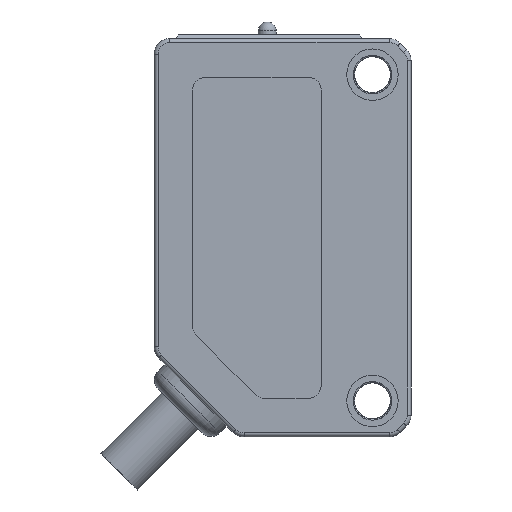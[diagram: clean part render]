
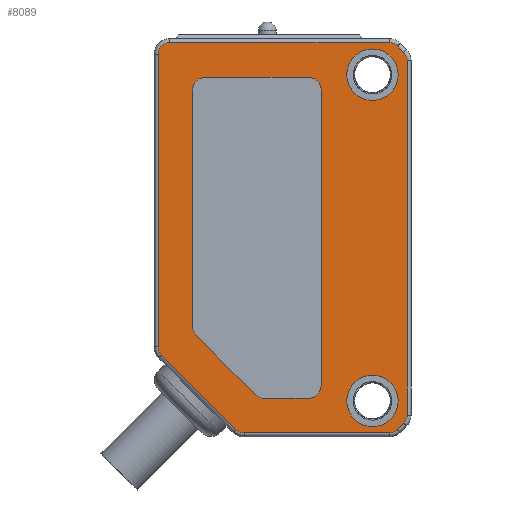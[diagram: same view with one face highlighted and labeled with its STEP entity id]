
A CAD part, front view. The second image highlights one B-rep face of the part: STEP entity #8089.
In plain terms, the highlighted planar face has unit normal (0, -1, 0).
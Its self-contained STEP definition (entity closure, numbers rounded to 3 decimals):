
#246=CARTESIAN_POINT('',(-3.614,0.,-30.603));
#247=DIRECTION('',(0.,1.,0.));
#248=DIRECTION('',(1.,0.,0.));
#249=AXIS2_PLACEMENT_3D('',#246,#247,#248);
#251=DIRECTION('',(-0.707,0.,-0.707));
#252=VECTOR('',#251,0.703);
#253=CARTESIAN_POINT('',(-2.978,0.,-31.239));
#254=LINE('',#253,#252);
#255=CARTESIAN_POINT('',(-4.111,0.,-31.1));
#256=DIRECTION('',(0.,1.,0.));
#257=DIRECTION('',(0.707,0.,-0.707));
#258=AXIS2_PLACEMENT_3D('',#255,#256,#257);
#260=CARTESIAN_POINT('',(-15.417,0.,-31.1));
#261=DIRECTION('',(0.,1.,0.));
#262=DIRECTION('',(0.,0.,-1.));
#263=AXIS2_PLACEMENT_3D('',#260,#261,#262);
#265=DIRECTION('',(-0.707,0.,0.707));
#266=VECTOR('',#265,8.198);
#267=CARTESIAN_POINT('',(-16.053,0.,-31.736));
#268=LINE('',#267,#266);
#269=CARTESIAN_POINT('',(-21.214,0.,-25.303));
#270=DIRECTION('',(0.,1.,0.));
#271=DIRECTION('',(-0.707,0.,-0.707));
#272=AXIS2_PLACEMENT_3D('',#269,#270,#271);
#274=CARTESIAN_POINT('',(-21.214,0.,-2.5));
#275=DIRECTION('',(0.,1.,0.));
#276=DIRECTION('',(-1.,0.,0.));
#277=AXIS2_PLACEMENT_3D('',#274,#275,#276);
#279=CARTESIAN_POINT('',(-4.111,0.,-2.5));
#280=DIRECTION('',(0.,1.,0.));
#281=DIRECTION('',(0.,0.,1.));
#282=AXIS2_PLACEMENT_3D('',#279,#280,#281);
#284=DIRECTION('',(0.707,0.,-0.707));
#285=VECTOR('',#284,0.703);
#286=CARTESIAN_POINT('',(-3.475,0.,-1.864));
#287=LINE('',#286,#285);
#288=CARTESIAN_POINT('',(-3.614,0.,-2.997));
#289=DIRECTION('',(0.,1.,0.));
#290=DIRECTION('',(0.707,0.,0.707));
#291=AXIS2_PLACEMENT_3D('',#288,#289,#290);
#293=CARTESIAN_POINT('',(-10.414,0.,-5.3));
#294=DIRECTION('',(0.,-1.,0.));
#295=DIRECTION('',(1.,0.,0.));
#296=AXIS2_PLACEMENT_3D('',#293,#294,#295);
#298=CARTESIAN_POINT('',(-18.414,0.,-5.3));
#299=DIRECTION('',(0.,-1.,0.));
#300=DIRECTION('',(0.,0.,1.));
#301=AXIS2_PLACEMENT_3D('',#298,#299,#300);
#303=CARTESIAN_POINT('',(-18.414,0.,-23.719));
#304=DIRECTION('',(0.,-1.,0.));
#305=DIRECTION('',(-1.,0.,0.));
#306=AXIS2_PLACEMENT_3D('',#303,#304,#305);
#308=DIRECTION('',(0.707,0.,-0.707));
#309=VECTOR('',#308,6.479);
#310=CARTESIAN_POINT('',(-19.121,0.,-24.426));
#311=LINE('',#310,#309);
#312=CARTESIAN_POINT('',(-13.833,0.,-28.3));
#313=DIRECTION('',(0.,-1.,0.));
#314=DIRECTION('',(-0.707,0.,-0.707));
#315=AXIS2_PLACEMENT_3D('',#312,#313,#314);
#317=CARTESIAN_POINT('',(-10.414,0.,-28.3));
#318=DIRECTION('',(0.,-1.,0.));
#319=DIRECTION('',(0.,0.,-1.));
#320=AXIS2_PLACEMENT_3D('',#317,#318,#319);
#322=CARTESIAN_POINT('',(-5.414,0.,-4.1));
#323=DIRECTION('',(0.,-1.,0.));
#324=DIRECTION('',(1.,0.,0.));
#325=AXIS2_PLACEMENT_3D('',#322,#323,#324);
#327=CARTESIAN_POINT('',(-5.414,0.,-4.1));
#328=DIRECTION('',(0.,-1.,0.));
#329=DIRECTION('',(-1.,0.,0.));
#330=AXIS2_PLACEMENT_3D('',#327,#328,#329);
#332=CARTESIAN_POINT('',(-5.414,0.,-29.5));
#333=DIRECTION('',(0.,-1.,0.));
#334=DIRECTION('',(1.,0.,0.));
#335=AXIS2_PLACEMENT_3D('',#332,#333,#334);
#337=CARTESIAN_POINT('',(-5.414,0.,-29.5));
#338=DIRECTION('',(0.,-1.,0.));
#339=DIRECTION('',(-1.,0.,0.));
#340=AXIS2_PLACEMENT_3D('',#337,#338,#339);
#346=DIRECTION('',(0.,0.,1.));
#347=VECTOR('',#346,27.606);
#348=CARTESIAN_POINT('',(-2.714,0.,-30.603));
#349=LINE('',#348,#347);
#401=DIRECTION('',(-1.,0.,0.));
#402=VECTOR('',#401,17.103);
#403=CARTESIAN_POINT('',(-4.111,0.,-1.6));
#404=LINE('',#403,#402);
#424=DIRECTION('',(0.,0.,-1.));
#425=VECTOR('',#424,22.803);
#426=CARTESIAN_POINT('',(-22.114,0.,-2.5));
#427=LINE('',#426,#425);
#466=DIRECTION('',(1.,0.,0.));
#467=VECTOR('',#466,11.306);
#468=CARTESIAN_POINT('',(-15.417,0.,-32.));
#469=LINE('',#468,#467);
#6528=DIRECTION('',(1.,0.,0.));
#6529=VECTOR('',#6528,8.);
#6530=CARTESIAN_POINT('',(-18.414,0.,-4.3));
#6531=LINE('',#6530,#6529);
#6540=DIRECTION('',(0.,0.,1.));
#6541=VECTOR('',#6540,18.419);
#6542=CARTESIAN_POINT('',(-19.414,0.,-23.719));
#6543=LINE('',#6542,#6541);
#6597=DIRECTION('',(0.,0.,-1.));
#6598=VECTOR('',#6597,23.);
#6599=CARTESIAN_POINT('',(-9.414,0.,-5.3));
#6600=LINE('',#6599,#6598);
#6609=DIRECTION('',(-1.,0.,0.));
#6610=VECTOR('',#6609,3.419);
#6611=CARTESIAN_POINT('',(-10.414,0.,-29.3));
#6612=LINE('',#6611,#6610);
#6838=CARTESIAN_POINT('',(-21.214,0.,-1.6));
#6839=VERTEX_POINT('',#6838);
#6840=CARTESIAN_POINT('',(-4.111,0.,-1.6));
#6841=VERTEX_POINT('',#6840);
#6842=CARTESIAN_POINT('',(-22.114,0.,-2.5));
#6844=VERTEX_POINT('',#6842);
#6847=CARTESIAN_POINT('',(-22.114,0.,-25.303));
#6849=VERTEX_POINT('',#6847);
#6850=CARTESIAN_POINT('',(-21.85,0.,-25.939));
#6851=VERTEX_POINT('',#6850);
#6854=CARTESIAN_POINT('',(-2.714,0.,-30.603));
#6855=CARTESIAN_POINT('',(-2.714,0.,-2.997));
#6856=VERTEX_POINT('',#6854);
#6857=VERTEX_POINT('',#6855);
#6858=CARTESIAN_POINT('',(-2.978,0.,-31.239));
#6859=VERTEX_POINT('',#6858);
#6860=CARTESIAN_POINT('',(-3.475,0.,-31.736));
#6861=VERTEX_POINT('',#6860);
#6862=CARTESIAN_POINT('',(-4.111,0.,-32.));
#6863=VERTEX_POINT('',#6862);
#6864=CARTESIAN_POINT('',(-15.417,0.,-32.));
#6865=VERTEX_POINT('',#6864);
#6866=CARTESIAN_POINT('',(-16.053,0.,-31.736));
#6867=VERTEX_POINT('',#6866);
#6868=CARTESIAN_POINT('',(-3.475,0.,-1.864));
#6869=VERTEX_POINT('',#6868);
#6870=CARTESIAN_POINT('',(-2.978,0.,-2.361));
#6871=VERTEX_POINT('',#6870);
#6872=CARTESIAN_POINT('',(-9.414,0.,-5.3));
#6873=CARTESIAN_POINT('',(-10.414,0.,-4.3));
#6874=VERTEX_POINT('',#6872);
#6875=VERTEX_POINT('',#6873);
#6876=CARTESIAN_POINT('',(-18.414,0.,-4.3));
#6877=VERTEX_POINT('',#6876);
#6878=CARTESIAN_POINT('',(-19.414,0.,-5.3));
#6879=VERTEX_POINT('',#6878);
#6880=CARTESIAN_POINT('',(-19.414,0.,-23.719));
#6881=VERTEX_POINT('',#6880);
#6882=CARTESIAN_POINT('',(-19.121,0.,-24.426));
#6883=VERTEX_POINT('',#6882);
#6884=CARTESIAN_POINT('',(-14.54,0.,-29.007));
#6885=VERTEX_POINT('',#6884);
#6886=CARTESIAN_POINT('',(-13.833,0.,-29.3));
#6887=VERTEX_POINT('',#6886);
#6888=CARTESIAN_POINT('',(-10.414,0.,-29.3));
#6889=VERTEX_POINT('',#6888);
#6890=CARTESIAN_POINT('',(-9.414,0.,-28.3));
#6891=VERTEX_POINT('',#6890);
#6892=CARTESIAN_POINT('',(-3.414,0.,-4.1));
#6893=CARTESIAN_POINT('',(-7.414,0.,-4.1));
#6894=VERTEX_POINT('',#6892);
#6895=VERTEX_POINT('',#6893);
#6896=CARTESIAN_POINT('',(-3.414,0.,-29.5));
#6897=CARTESIAN_POINT('',(-7.414,0.,-29.5));
#6898=VERTEX_POINT('',#6896);
#6899=VERTEX_POINT('',#6897);
#8021=CARTESIAN_POINT('',(-12.414,0.,-16.8));
#8022=DIRECTION('',(0.,1.,0.));
#8023=DIRECTION('',(-1.,0.,0.));
#8024=AXIS2_PLACEMENT_3D('',#8021,#8022,#8023);
#8025=PLANE('',#8024);
#8027=ORIENTED_EDGE('',*,*,#8026,.F.);
#8029=ORIENTED_EDGE('',*,*,#8028,.T.);
#8031=ORIENTED_EDGE('',*,*,#8030,.T.);
#8033=ORIENTED_EDGE('',*,*,#8032,.T.);
#8035=ORIENTED_EDGE('',*,*,#8034,.F.);
#8037=ORIENTED_EDGE('',*,*,#8036,.T.);
#8039=ORIENTED_EDGE('',*,*,#8038,.T.);
#8041=ORIENTED_EDGE('',*,*,#8040,.T.);
#8043=ORIENTED_EDGE('',*,*,#8042,.F.);
#8045=ORIENTED_EDGE('',*,*,#8044,.T.);
#8047=ORIENTED_EDGE('',*,*,#8046,.F.);
#8049=ORIENTED_EDGE('',*,*,#8048,.T.);
#8051=ORIENTED_EDGE('',*,*,#8050,.T.);
#8053=ORIENTED_EDGE('',*,*,#8052,.T.);
#8054=EDGE_LOOP('',(#8027,#8029,#8031,#8033,#8035,#8037,#8039,#8041,#8043,#8045,
#8047,#8049,#8051,#8053));
#8055=FACE_OUTER_BOUND('',#8054,.F.);
#8057=ORIENTED_EDGE('',*,*,#8056,.T.);
#8059=ORIENTED_EDGE('',*,*,#8058,.F.);
#8061=ORIENTED_EDGE('',*,*,#8060,.T.);
#8063=ORIENTED_EDGE('',*,*,#8062,.F.);
#8065=ORIENTED_EDGE('',*,*,#8064,.T.);
#8067=ORIENTED_EDGE('',*,*,#8066,.T.);
#8069=ORIENTED_EDGE('',*,*,#8068,.T.);
#8071=ORIENTED_EDGE('',*,*,#8070,.F.);
#8073=ORIENTED_EDGE('',*,*,#8072,.T.);
#8075=ORIENTED_EDGE('',*,*,#8074,.F.);
#8076=EDGE_LOOP('',(#8057,#8059,#8061,#8063,#8065,#8067,#8069,#8071,#8073,
#8075));
#8077=FACE_BOUND('',#8076,.F.);
#8079=ORIENTED_EDGE('',*,*,#8078,.T.);
#8081=ORIENTED_EDGE('',*,*,#8080,.T.);
#8082=EDGE_LOOP('',(#8079,#8081));
#8083=FACE_BOUND('',#8082,.F.);
#8084=ORIENTED_EDGE('',*,*,#8011,.T.);
#8086=ORIENTED_EDGE('',*,*,#8085,.T.);
#8087=EDGE_LOOP('',(#8084,#8086));
#8088=FACE_BOUND('',#8087,.F.);
#8089=ADVANCED_FACE('',(#8055,#8077,#8083,#8088),#8025,.F.);
#250=CIRCLE('',#249,0.9);
#259=CIRCLE('',#258,0.9);
#264=CIRCLE('',#263,0.9);
#273=CIRCLE('',#272,0.9);
#278=CIRCLE('',#277,0.9);
#283=CIRCLE('',#282,0.9);
#292=CIRCLE('',#291,0.9);
#297=CIRCLE('',#296,1.);
#302=CIRCLE('',#301,1.);
#307=CIRCLE('',#306,1.);
#316=CIRCLE('',#315,1.);
#321=CIRCLE('',#320,1.);
#326=CIRCLE('',#325,2.);
#331=CIRCLE('',#330,2.);
#336=CIRCLE('',#335,2.);
#341=CIRCLE('',#340,2.);
#8011=EDGE_CURVE('',#6898,#6899,#336,.T.);
#8026=EDGE_CURVE('',#6856,#6857,#349,.T.);
#8028=EDGE_CURVE('',#6856,#6859,#250,.T.);
#8030=EDGE_CURVE('',#6859,#6861,#254,.T.);
#8032=EDGE_CURVE('',#6861,#6863,#259,.T.);
#8034=EDGE_CURVE('',#6865,#6863,#469,.T.);
#8036=EDGE_CURVE('',#6865,#6867,#264,.T.);
#8038=EDGE_CURVE('',#6867,#6851,#268,.T.);
#8040=EDGE_CURVE('',#6851,#6849,#273,.T.);
#8042=EDGE_CURVE('',#6844,#6849,#427,.T.);
#8044=EDGE_CURVE('',#6844,#6839,#278,.T.);
#8046=EDGE_CURVE('',#6841,#6839,#404,.T.);
#8048=EDGE_CURVE('',#6841,#6869,#283,.T.);
#8050=EDGE_CURVE('',#6869,#6871,#287,.T.);
#8052=EDGE_CURVE('',#6871,#6857,#292,.T.);
#8056=EDGE_CURVE('',#6874,#6875,#297,.T.);
#8058=EDGE_CURVE('',#6877,#6875,#6531,.T.);
#8060=EDGE_CURVE('',#6877,#6879,#302,.T.);
#8062=EDGE_CURVE('',#6881,#6879,#6543,.T.);
#8064=EDGE_CURVE('',#6881,#6883,#307,.T.);
#8066=EDGE_CURVE('',#6883,#6885,#311,.T.);
#8068=EDGE_CURVE('',#6885,#6887,#316,.T.);
#8070=EDGE_CURVE('',#6889,#6887,#6612,.T.);
#8072=EDGE_CURVE('',#6889,#6891,#321,.T.);
#8074=EDGE_CURVE('',#6874,#6891,#6600,.T.);
#8078=EDGE_CURVE('',#6894,#6895,#326,.T.);
#8080=EDGE_CURVE('',#6895,#6894,#331,.T.);
#8085=EDGE_CURVE('',#6899,#6898,#341,.T.);
